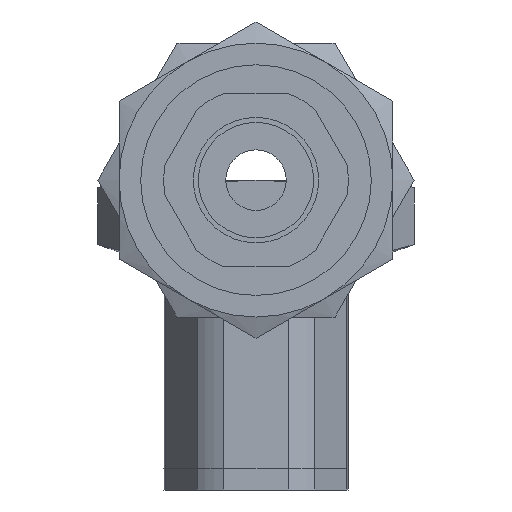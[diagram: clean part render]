
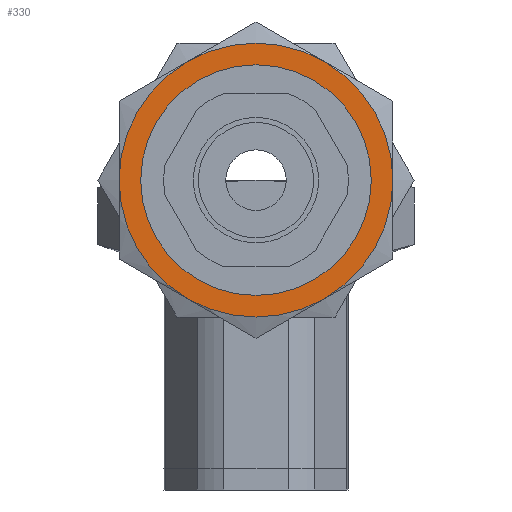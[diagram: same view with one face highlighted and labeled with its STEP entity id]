
A CAD part, front view. The second image highlights one B-rep face of the part: STEP entity #330.
In plain terms, the highlighted face is planar.
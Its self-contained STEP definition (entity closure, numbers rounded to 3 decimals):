
#330 = ADVANCED_FACE( 'NONE', ( #543, #544 ), #545, .F. );
#543 = FACE_OUTER_BOUND( '', #726, .T. );
#544 = FACE_BOUND( '', #727, .T. );
#545 = PLANE( '', #728 );
#726 = EDGE_LOOP( '', ( #993, #994, #995, #996, #997, #998 ) );
#727 = EDGE_LOOP( '', ( #999 ) );
#728 = AXIS2_PLACEMENT_3D( '', #1000, #1001, #1002 );
#993 = ORIENTED_EDGE( '', *, *, #1405, .T. );
#994 = ORIENTED_EDGE( '', *, *, #1406, .T. );
#995 = ORIENTED_EDGE( '', *, *, #1407, .T. );
#996 = ORIENTED_EDGE( '', *, *, #1396, .T. );
#997 = ORIENTED_EDGE( '', *, *, #1402, .T. );
#998 = ORIENTED_EDGE( '', *, *, #1404, .T. );
#999 = ORIENTED_EDGE( '', *, *, #1408, .F. );
#1000 = CARTESIAN_POINT( '', ( 10.97, 0., 0. ) );
#1001 = DIRECTION( '', ( 0., 0., -1. ) );
#1002 = DIRECTION( '', ( 0., -1., 0. ) );
#1396 = EDGE_CURVE( 'NONE', #1578, #1581, #1583, .T. );
#1402 = EDGE_CURVE( 'NONE', #1581, #1555, #1591, .T. );
#1404 = EDGE_CURVE( 'NONE', #1555, #1592, #1594, .T. );
#1405 = EDGE_CURVE( 'NONE', #1592, #1595, #1596, .T. );
#1406 = EDGE_CURVE( 'NONE', #1595, #1597, #1598, .T. );
#1407 = EDGE_CURVE( 'NONE', #1597, #1578, #1599, .T. );
#1408 = EDGE_CURVE( 'NONE', #1600, #1600, #1601, .T. );
#1555 = VERTEX_POINT( 'NONE', #1737 );
#1578 = VERTEX_POINT( 'NONE', #1796 );
#1581 = VERTEX_POINT( 'NONE', #1804 );
#1583 = CIRCLE( '', #1811, 9.5 );
#1591 = CIRCLE( '', #1836, 9.5 );
#1592 = VERTEX_POINT( 'NONE', #1837 );
#1594 = CIRCLE( '', #1844, 9.5 );
#1595 = VERTEX_POINT( 'NONE', #1845 );
#1596 = CIRCLE( '', #1846, 9.5 );
#1597 = VERTEX_POINT( 'NONE', #1847 );
#1598 = CIRCLE( '', #1848, 9.5 );
#1599 = CIRCLE( '', #1849, 9.5 );
#1600 = VERTEX_POINT( '', #1850 );
#1601 = CIRCLE( '', #1851, 7.5 );
#1737 = CARTESIAN_POINT( '', ( 8.227, 4.75, 0. ) );
#1796 = CARTESIAN_POINT( '', ( 0., -9.5, 0. ) );
#1804 = CARTESIAN_POINT( '', ( 8.227, -4.75, 0. ) );
#1811 = AXIS2_PLACEMENT_3D( '', #2050, #2051, #2052 );
#1836 = AXIS2_PLACEMENT_3D( '', #2055, #2056, #2057 );
#1837 = CARTESIAN_POINT( '', ( 0., 9.5, 0. ) );
#1844 = AXIS2_PLACEMENT_3D( '', #2058, #2059, #2060 );
#1845 = CARTESIAN_POINT( '', ( -8.227, 4.75, 0. ) );
#1846 = AXIS2_PLACEMENT_3D( '', #2061, #2062, #2063 );
#1847 = CARTESIAN_POINT( '', ( -8.227, -4.75, 0. ) );
#1848 = AXIS2_PLACEMENT_3D( '', #2064, #2065, #2066 );
#1849 = AXIS2_PLACEMENT_3D( '', #2067, #2068, #2069 );
#1850 = CARTESIAN_POINT( '', ( 7.5, 0., 0. ) );
#1851 = AXIS2_PLACEMENT_3D( '', #2070, #2071, #2072 );
#2050 = CARTESIAN_POINT( '', ( 0., 0., 0. ) );
#2051 = DIRECTION( '', ( 0., 0., 1. ) );
#2052 = DIRECTION( '', ( -1., 0., 0. ) );
#2055 = CARTESIAN_POINT( '', ( 0., 0., 0. ) );
#2056 = DIRECTION( '', ( 0., 0., 1. ) );
#2057 = DIRECTION( '', ( -1., 0., 0. ) );
#2058 = CARTESIAN_POINT( '', ( 0., 0., 0. ) );
#2059 = DIRECTION( '', ( 0., 0., 1. ) );
#2060 = DIRECTION( '', ( 1., 0., 0. ) );
#2061 = CARTESIAN_POINT( '', ( 0., 0., 0. ) );
#2062 = DIRECTION( '', ( 0., 0., 1. ) );
#2063 = DIRECTION( '', ( -1., 0., 0. ) );
#2064 = CARTESIAN_POINT( '', ( 0., 0., 0. ) );
#2065 = DIRECTION( '', ( 0., 0., 1. ) );
#2066 = DIRECTION( '', ( -1., 0., 0. ) );
#2067 = CARTESIAN_POINT( '', ( 0., 0., 0. ) );
#2068 = DIRECTION( '', ( 0., 0., 1. ) );
#2069 = DIRECTION( '', ( -1., 0., 0. ) );
#2070 = CARTESIAN_POINT( '', ( 0., 0., 0. ) );
#2071 = DIRECTION( '', ( 0., 0., 1. ) );
#2072 = DIRECTION( '', ( 1., 0., 0. ) );
